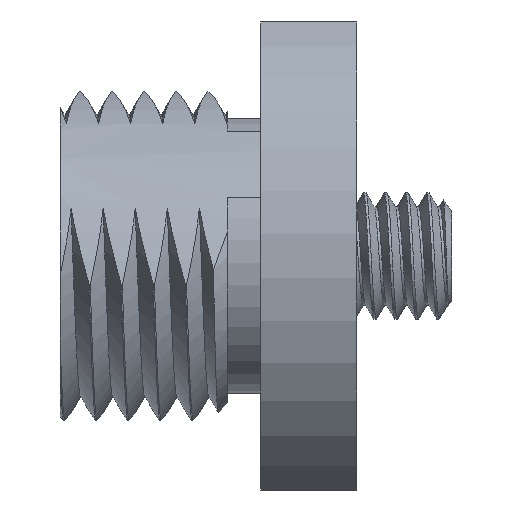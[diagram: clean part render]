
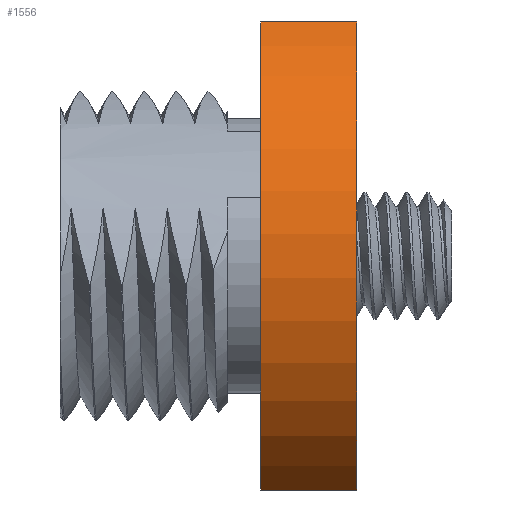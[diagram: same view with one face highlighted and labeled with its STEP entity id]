
A CAD part, left-side view. The second image highlights one B-rep face of the part: STEP entity #1556.
In plain terms, the highlighted cylindrical face has radius 12.7 mm (diameter 25.4 mm), a partial arc.
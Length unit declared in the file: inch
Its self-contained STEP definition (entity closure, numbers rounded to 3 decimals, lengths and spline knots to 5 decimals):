
#52=CYLINDRICAL_SURFACE('',#1691,0.5);
#140=CIRCLE('',#1685,0.5);
#142=CIRCLE('',#1692,0.5);
#221=FACE_OUTER_BOUND('',#316,.T.);
#316=EDGE_LOOP('',(#1301,#1302,#1303,#1304));
#396=LINE('',#16709,#458);
#398=LINE('',#16713,#460);
#458=VECTOR('',#1929,0.3937);
#460=VECTOR('',#1933,0.3937);
#694=VERTEX_POINT('',#16692);
#695=VERTEX_POINT('',#16693);
#698=VERTEX_POINT('',#16708);
#699=VERTEX_POINT('',#16712);
#895=EDGE_CURVE('',#694,#695,#140,.T.);
#903=EDGE_CURVE('',#698,#694,#396,.T.);
#905=EDGE_CURVE('',#699,#695,#398,.T.);
#906=EDGE_CURVE('',#699,#698,#142,.T.);
#1301=ORIENTED_EDGE('',*,*,#895,.T.);
#1302=ORIENTED_EDGE('',*,*,#905,.F.);
#1303=ORIENTED_EDGE('',*,*,#906,.T.);
#1304=ORIENTED_EDGE('',*,*,#903,.T.);
#1556=ADVANCED_FACE('',(#221),#52,.T.);
#1685=AXIS2_PLACEMENT_3D('',#16694,#1911,#1912);
#1691=AXIS2_PLACEMENT_3D('',#16711,#1931,#1932);
#1692=AXIS2_PLACEMENT_3D('',#16714,#1934,#1935);
#1911=DIRECTION('center_axis',(0.,0.,-1.));
#1912=DIRECTION('ref_axis',(1.,0.,0.));
#1929=DIRECTION('',(0.,0.,1.));
#1931=DIRECTION('center_axis',(0.,0.,1.));
#1932=DIRECTION('ref_axis',(1.,0.,0.));
#1933=DIRECTION('',(0.,0.,1.));
#1934=DIRECTION('center_axis',(0.,0.,1.));
#1935=DIRECTION('ref_axis',(1.,0.,0.));
#16692=CARTESIAN_POINT('',(0.4375,-0.24206,0.18));
#16693=CARTESIAN_POINT('',(-0.4375,-0.24206,0.18));
#16694=CARTESIAN_POINT('Origin',(0.,0.,0.18));
#16708=CARTESIAN_POINT('',(0.4375,-0.24206,0.));
#16709=CARTESIAN_POINT('',(0.4375,-0.24206,0.));
#16711=CARTESIAN_POINT('Origin',(0.,0.,0.));
#16712=CARTESIAN_POINT('',(-0.4375,-0.24206,0.));
#16713=CARTESIAN_POINT('',(-0.4375,-0.24206,0.));
#16714=CARTESIAN_POINT('Origin',(0.,0.,0.));
